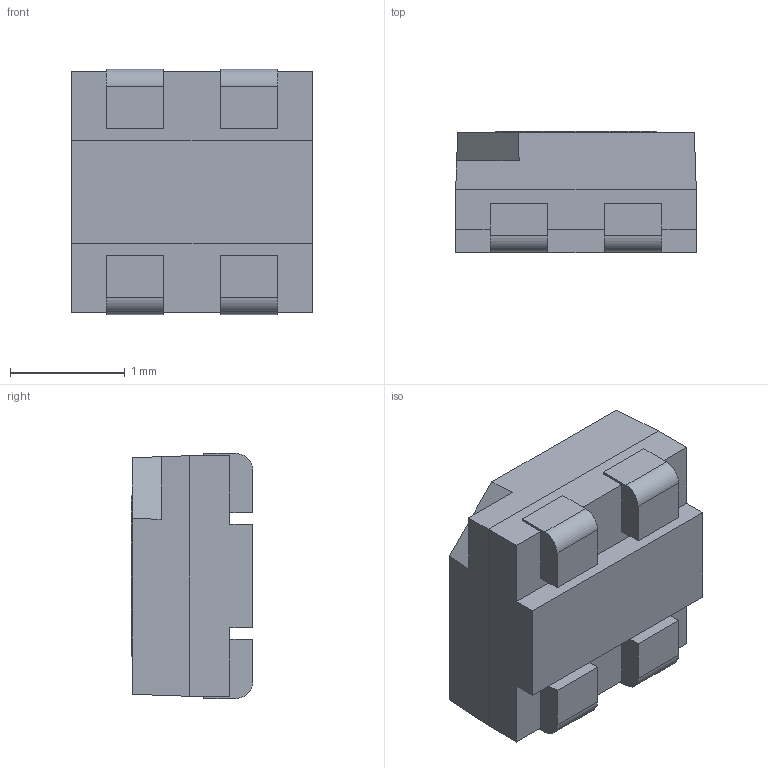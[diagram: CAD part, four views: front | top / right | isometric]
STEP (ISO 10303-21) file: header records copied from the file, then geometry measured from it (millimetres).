
FILE_DESCRIPTION (( 'STEP AP214' ), '1' );
FILE_NAME ('FOSHAN-FM-B2020RGBA-HG.STEP', '2020-10-30T11:47:44', ( '' ), ( '' ), 'SwSTEP 2.0', 'SolidWorks 2021', '' );
FILE_SCHEMA (( 'AUTOMOTIVE_DESIGN' ));
Length unit declared in the file: millimetre
Products named in the file (1): FOSHAN-FM-B2020RGBA-HG
Bounding box: 2.1 x 1.06 x 2.14 mm (x, y, z)
Volume: 4.3 mm3; surface area: 27.4 mm2
Topology: 2 solids, 2 shells, 49 faces, 132 edges, 88 vertices
Faces by surface type: plane 43, cylinder 6
Entity records: 1968 total; most frequent: CARTESIAN_POINT 270, ORIENTED_EDGE 264, DIRECTION 244, EDGE_CURVE 132, LINE 120, VECTOR 120, VERTEX_POINT 88, AXIS2_PLACEMENT_3D 62
